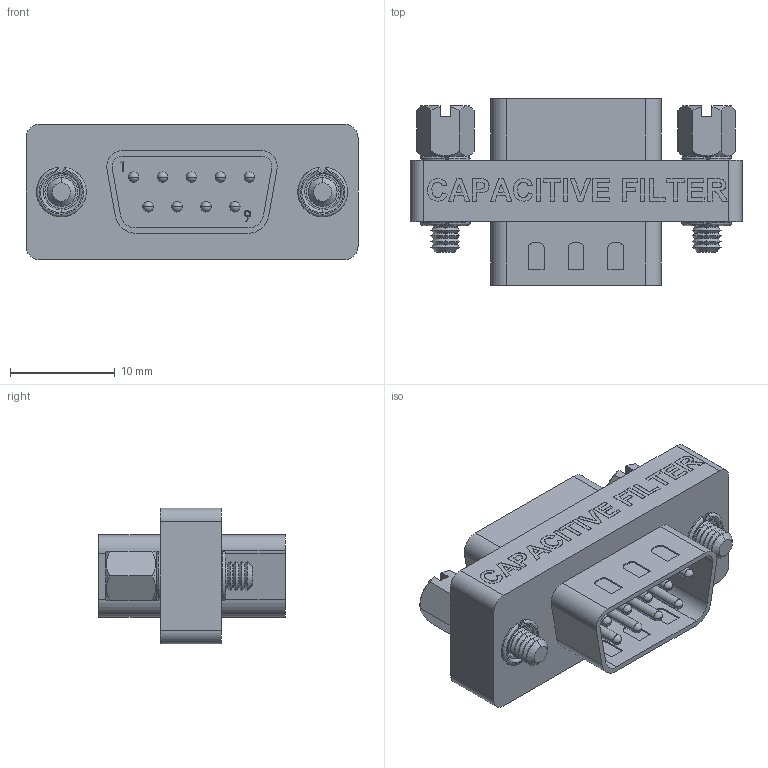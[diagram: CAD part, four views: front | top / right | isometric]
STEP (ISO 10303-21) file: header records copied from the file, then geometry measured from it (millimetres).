
FILE_DESCRIPTION (( 'STEP AP214' ), '1' );
FILE_NAME ('DGFC9MF_3D.STEP', '2021-04-01T15:51:21', ( '' ), ( '' ), 'SwSTEP 2.0', 'SolidWorks 2020', '' );
FILE_SCHEMA (( 'AUTOMOTIVE_DESIGN' ));
Length unit declared in the file: inch
Products named in the file (5): SD9S_Without Mounting Flange and Solder Cups; DGF9MF-MA1_CAPACITIVE FILTER; DGFC9MF_3D; SD9P_Without Mounting Flange and Solder Cups; 3AA05-002
Assembly tree (5 placements, depth 2):
  DGFC9MF_3D
    DGF9MF-MA1_CAPACITIVE FILTER
    SD9S_Without Mounting Flange and Solder Cups
    SD9P_Without Mounting Flange and Solder Cups
    3AA05-002  x2
Bounding box: 31.75 x 17.86 x 12.95 mm (x, y, z)
Volume: 3366.3 mm3; surface area: 3480.2 mm2
Topology: 5 solids, 5 shells, 687 faces, 1737 edges, 1111 vertices
Faces by surface type: plane 346, cylinder 140, bspline 99, cone 60, sphere 30, torus 12
Entity records: 29216 total; most frequent: CARTESIAN_POINT 9569, ORIENTED_EDGE 3094, DIRECTION 2707, EDGE_CURVE 1547, LINE 1015, VECTOR 1015, VERTEX_POINT 1008, AXIS2_PLACEMENT_3D 846
